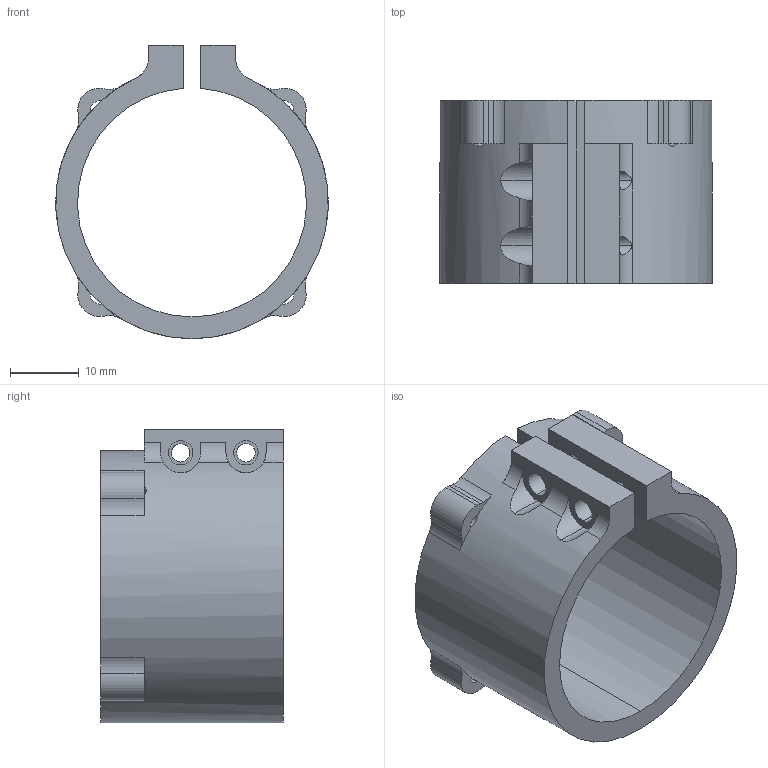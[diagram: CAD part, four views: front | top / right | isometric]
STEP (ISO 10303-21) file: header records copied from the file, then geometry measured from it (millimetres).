
FILE_DESCRIPTION (( 'STEP AP203' ), '1' );
FILE_NAME ('545512.STEP', '2014-07-11T16:55:45', ( 'Kyle' ), ( 'Microsoft' ), 'SwSTEP 2.0', 'SolidWorks 2014', '' );
FILE_SCHEMA (( 'CONFIG_CONTROL_DESIGN' ));
Length unit declared in the file: inch
Products named in the file (1): 545512
Bounding box: 39.73 x 26.67 x 42.81 mm (x, y, z)
Volume: 10220.3 mm3; surface area: 7753.5 mm2
Topology: 1 solids, 1 shells, 70 faces, 216 edges, 136 vertices
Faces by surface type: cylinder 44, plane 18, cone 8
Entity records: 2685 total; most frequent: CARTESIAN_POINT 639, DIRECTION 432, ORIENTED_EDGE 416, EDGE_CURVE 208, AXIS2_PLACEMENT_3D 173, VERTEX_POINT 136, CIRCLE 102, VECTOR 86
